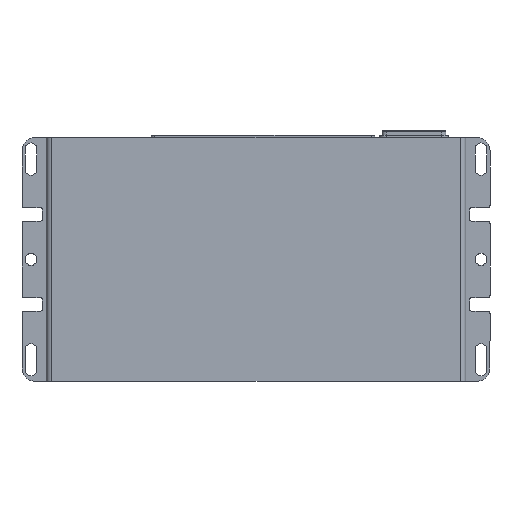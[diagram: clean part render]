
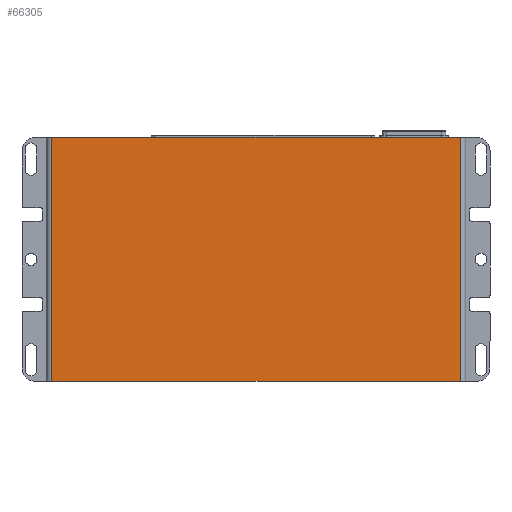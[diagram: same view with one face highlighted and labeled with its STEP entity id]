
A CAD part, top view. The second image highlights one B-rep face of the part: STEP entity #66305.
In plain terms, the highlighted planar face has unit normal (0, 0, 1).
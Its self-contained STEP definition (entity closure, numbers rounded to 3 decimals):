
#6336=FACE_OUTER_BOUND('',#10162,.T.);
#10162=EDGE_LOOP('',(#46783,#46784,#46785,#46786));
#14651=LINE('',#93803,#21405);
#14665=LINE('',#93845,#21419);
#14677=LINE('',#93874,#21431);
#14678=LINE('',#93876,#21432);
#21405=VECTOR('',#75692,10.);
#21419=VECTOR('',#75730,10.);
#21431=VECTOR('',#75764,10.);
#21432=VECTOR('',#75767,10.);
#28038=VERTEX_POINT('',#93800);
#28039=VERTEX_POINT('',#93802);
#28054=VERTEX_POINT('',#93842);
#28055=VERTEX_POINT('',#93844);
#35148=EDGE_CURVE('',#28038,#28039,#14651,.T.);
#35169=EDGE_CURVE('',#28054,#28055,#14665,.T.);
#35185=EDGE_CURVE('',#28038,#28055,#14677,.T.);
#35186=EDGE_CURVE('',#28039,#28054,#14678,.T.);
#46783=ORIENTED_EDGE('',*,*,#35185,.T.);
#46784=ORIENTED_EDGE('',*,*,#35169,.F.);
#46785=ORIENTED_EDGE('',*,*,#35186,.F.);
#46786=ORIENTED_EDGE('',*,*,#35148,.F.);
#63974=PLANE('',#70500);
#66305=ADVANCED_FACE('',(#6336),#63974,.T.);
#70500=AXIS2_PLACEMENT_3D('',#93875,#75765,#75766);
#75692=DIRECTION('',(-1.,0.,0.));
#75730=DIRECTION('',(1.,0.,0.));
#75764=DIRECTION('',(0.,1.,0.));
#75765=DIRECTION('center_axis',(0.,0.,1.));
#75766=DIRECTION('ref_axis',(1.,0.,0.));
#75767=DIRECTION('',(0.,1.,0.));
#93800=CARTESIAN_POINT('',(90.75,-54.3,42.95));
#93802=CARTESIAN_POINT('',(-90.75,-54.3,42.95));
#93803=CARTESIAN_POINT('',(90.75,-54.3,42.95));
#93842=CARTESIAN_POINT('',(-90.75,54.3,42.95));
#93844=CARTESIAN_POINT('',(90.75,54.3,42.95));
#93845=CARTESIAN_POINT('',(90.75,54.3,42.95));
#93874=CARTESIAN_POINT('',(90.75,0.,42.95));
#93875=CARTESIAN_POINT('Origin',(-90.75,0.,42.95));
#93876=CARTESIAN_POINT('',(-90.75,0.,42.95));
